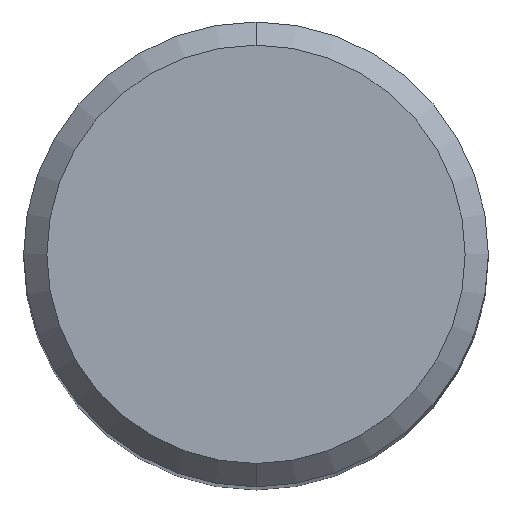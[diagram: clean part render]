
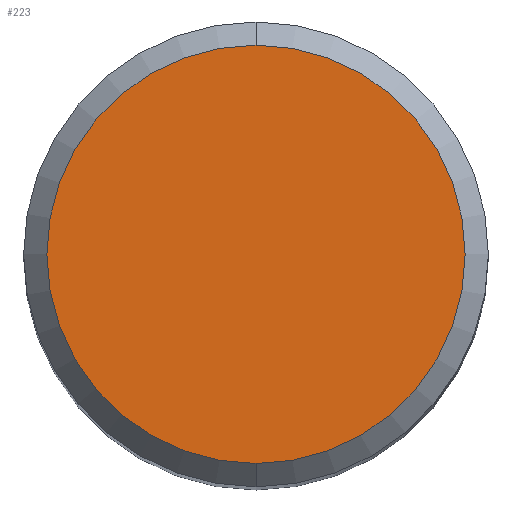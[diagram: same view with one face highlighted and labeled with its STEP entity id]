
A CAD part, top view. The second image highlights one B-rep face of the part: STEP entity #223.
In plain terms, the highlighted planar face has unit normal (0, 0, 1).
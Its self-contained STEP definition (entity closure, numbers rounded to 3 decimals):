
#223=ADVANCED_FACE('',(#537),#538,.T.);
#251=VERTEX_POINT('',#568);
#355=EDGE_CURVE('',#251,#391,#681,.T.);
#391=VERTEX_POINT('',#718);
#435=EDGE_CURVE('',#391,#251,#767,.T.);
#537=FACE_OUTER_BOUND('',#925,.T.);
#538=PLANE('',#926);
#568=CARTESIAN_POINT('',(0.0,4.5,0.0));
#681=CIRCLE('',#1299,4.5);
#718=CARTESIAN_POINT('',(0.,-4.5,0.0));
#767=CIRCLE('',#1430,4.5);
#925=EDGE_LOOP('',(#1551,#1552));
#926=AXIS2_PLACEMENT_3D('',#1553,#1554,#1555);
#1299=AXIS2_PLACEMENT_3D('',#1689,#1690,#1691);
#1430=AXIS2_PLACEMENT_3D('',#1786,#1787,#1788);
#1551=ORIENTED_EDGE('',*,*,#355,.F.);
#1552=ORIENTED_EDGE('',*,*,#435,.F.);
#1553=CARTESIAN_POINT('',(0.0,2.25,0.0));
#1554=DIRECTION('',(-0.0,0.0,1.0));
#1555=DIRECTION('',(0.0,-1.0,0.0));
#1689=CARTESIAN_POINT('',(0.0,0.0,0.0));
#1690=DIRECTION('',(0.0,0.0,-1.0));
#1691=DIRECTION('',(0.0,1.0,0.0));
#1786=CARTESIAN_POINT('',(0.0,0.0,0.0));
#1787=DIRECTION('',(0.0,0.0,-1.0));
#1788=DIRECTION('',(0.0,1.0,0.0));
